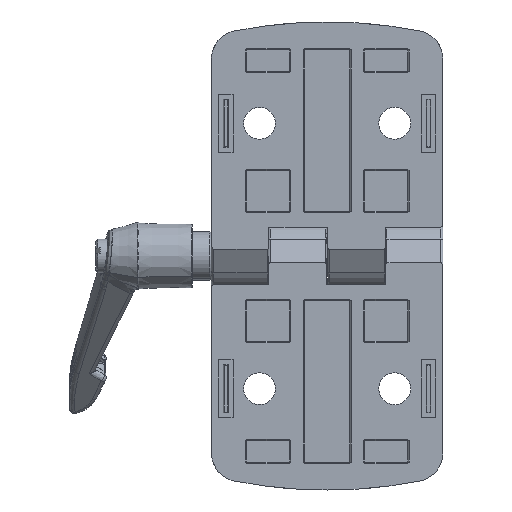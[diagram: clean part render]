
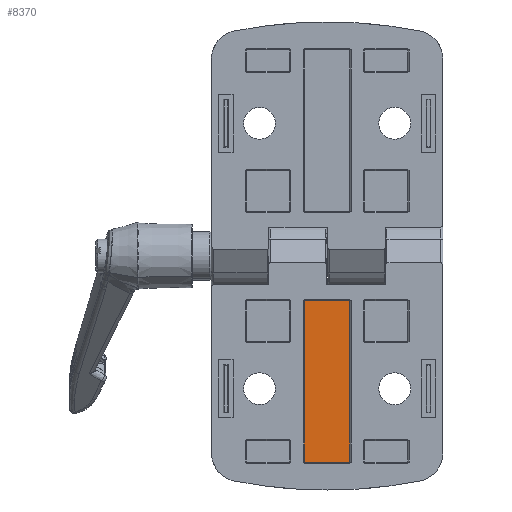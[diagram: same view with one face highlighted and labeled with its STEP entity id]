
A CAD part, front view. The second image highlights one B-rep face of the part: STEP entity #8370.
In plain terms, the highlighted planar face has unit normal (0, -1, 0).
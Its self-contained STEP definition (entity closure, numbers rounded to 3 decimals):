
#1823 = CARTESIAN_POINT ( 'NONE',  ( -4.7, 3., -9.3 ) ) ;
#1977 = DIRECTION ( 'NONE',  ( -1., 0., 0. ) ) ;
#2036 = VECTOR ( 'NONE', #19094, 1000. ) ;
#2751 = LINE ( 'NONE', #5409, #15130 ) ;
#2775 = VERTEX_POINT ( 'NONE', #3423 ) ;
#2990 = PLANE ( 'NONE',  #12915 ) ;
#3195 = DIRECTION ( 'NONE',  ( 0., 0., 1. ) ) ;
#3417 = EDGE_CURVE ( 'NONE', #5432, #9113, #10044, .T. ) ;
#3423 = CARTESIAN_POINT ( 'NONE',  ( 4.7, 3., -42.7 ) ) ;
#5409 = CARTESIAN_POINT ( 'NONE',  ( -4.7, 3., -43. ) ) ;
#5432 = VERTEX_POINT ( 'NONE', #11354 ) ;
#6982 = CARTESIAN_POINT ( 'NONE',  ( -4.7, 3., -42.7 ) ) ;
#7470 = CARTESIAN_POINT ( 'NONE',  ( 4.7, 3., -9. ) ) ;
#7747 = FACE_OUTER_BOUND ( 'NONE', #16846, .T. ) ;
#8370 = ADVANCED_FACE ( 'NONE', ( #7747 ), #2990, .F. ) ;
#9113 = VERTEX_POINT ( 'NONE', #1823 ) ;
#9136 = DIRECTION ( 'NONE',  ( 0., 0., 1. ) ) ;
#10044 = LINE ( 'NONE', #13296, #14294 ) ;
#10464 = LINE ( 'NONE', #20814, #2036 ) ;
#11033 = ORIENTED_EDGE ( 'NONE', *, *, #13453, .T. ) ;
#11354 = CARTESIAN_POINT ( 'NONE',  ( 4.7, 3., -9.3 ) ) ;
#12896 = DIRECTION ( 'NONE',  ( 0., 1., 0. ) ) ;
#12915 = AXIS2_PLACEMENT_3D ( 'NONE', #14421, #12896, #3195 ) ;
#13055 = EDGE_CURVE ( 'NONE', #13366, #2775, #10464, .T. ) ;
#13296 = CARTESIAN_POINT ( 'NONE',  ( -5., 3., -9.3 ) ) ;
#13366 = VERTEX_POINT ( 'NONE', #6982 ) ;
#13453 = EDGE_CURVE ( 'NONE', #2775, #5432, #13948, .T. ) ;
#13456 = DIRECTION ( 'NONE',  ( 0., 0., -1. ) ) ;
#13948 = LINE ( 'NONE', #7470, #17746 ) ;
#14294 = VECTOR ( 'NONE', #1977, 1000. ) ;
#14421 = CARTESIAN_POINT ( 'NONE',  ( 5., 3., -9. ) ) ;
#15053 = ORIENTED_EDGE ( 'NONE', *, *, #16285, .T. ) ;
#15130 = VECTOR ( 'NONE', #13456, 1000. ) ;
#16285 = EDGE_CURVE ( 'NONE', #9113, #13366, #2751, .T. ) ;
#16846 = EDGE_LOOP ( 'NONE', ( #17580, #11033, #17872, #15053 ) ) ;
#17580 = ORIENTED_EDGE ( 'NONE', *, *, #13055, .T. ) ;
#17746 = VECTOR ( 'NONE', #9136, 1000. ) ;
#17872 = ORIENTED_EDGE ( 'NONE', *, *, #3417, .T. ) ;
#19094 = DIRECTION ( 'NONE',  ( 1., 0., 0. ) ) ;
#20814 = CARTESIAN_POINT ( 'NONE',  ( 5., 3., -42.7 ) ) ;
